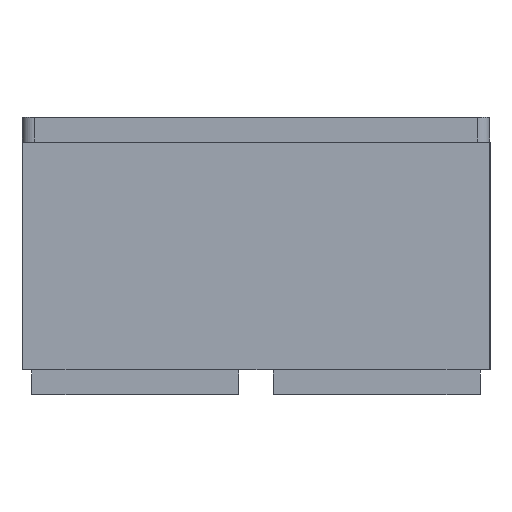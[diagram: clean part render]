
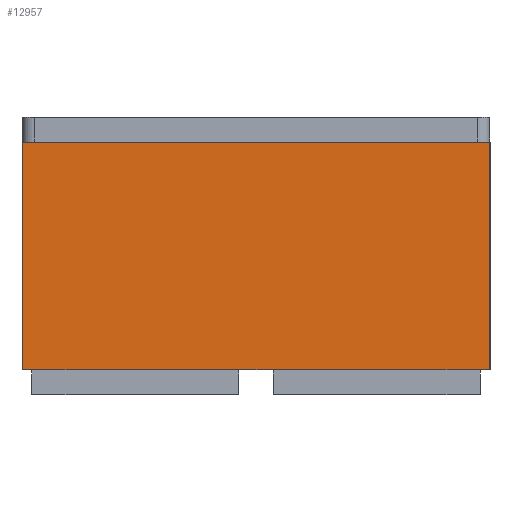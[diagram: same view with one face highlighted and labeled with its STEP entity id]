
A CAD part, left-side view. The second image highlights one B-rep face of the part: STEP entity #12957.
In plain terms, the highlighted planar face has unit normal (-1, 0, 0).
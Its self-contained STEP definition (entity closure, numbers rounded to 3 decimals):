
#431=LINE('',#18365,#1373);
#445=LINE('',#18402,#1387);
#455=LINE('',#18430,#1397);
#461=LINE('',#18443,#1403);
#462=LINE('',#18445,#1404);
#463=LINE('',#18446,#1405);
#464=LINE('',#18447,#1406);
#465=LINE('',#18448,#1407);
#1373=VECTOR('',#14952,1000.);
#1387=VECTOR('',#14982,1000.);
#1397=VECTOR('',#15008,1000.);
#1403=VECTOR('',#15016,1000.);
#1404=VECTOR('',#15019,1000.);
#1405=VECTOR('',#15020,1000.);
#1406=VECTOR('',#15021,1000.);
#1407=VECTOR('',#15022,1000.);
#2306=PLANE('',#13683);
#2792=ORIENTED_EDGE('',*,*,#5807,.T.);
#2793=ORIENTED_EDGE('',*,*,#5828,.F.);
#2794=ORIENTED_EDGE('',*,*,#5821,.F.);
#2795=ORIENTED_EDGE('',*,*,#5829,.F.);
#2796=ORIENTED_EDGE('',*,*,#5827,.F.);
#2797=ORIENTED_EDGE('',*,*,#5830,.F.);
#2798=ORIENTED_EDGE('',*,*,#5789,.F.);
#2799=ORIENTED_EDGE('',*,*,#5831,.T.);
#5789=EDGE_CURVE('',#7314,#7315,#431,.T.);
#5807=EDGE_CURVE('',#7324,#7329,#445,.T.);
#5821=EDGE_CURVE('',#7338,#7340,#455,.T.);
#5827=EDGE_CURVE('',#7345,#7343,#461,.T.);
#5828=EDGE_CURVE('',#7340,#7329,#462,.T.);
#5829=EDGE_CURVE('',#7343,#7338,#463,.T.);
#5830=EDGE_CURVE('',#7315,#7345,#464,.T.);
#5831=EDGE_CURVE('',#7314,#7324,#465,.T.);
#7314=VERTEX_POINT('',#18364);
#7315=VERTEX_POINT('',#18366);
#7324=VERTEX_POINT('',#18392);
#7329=VERTEX_POINT('',#18401);
#7338=VERTEX_POINT('',#18428);
#7340=VERTEX_POINT('',#18431);
#7343=VERTEX_POINT('',#18438);
#7345=VERTEX_POINT('',#18442);
#8926=EDGE_LOOP('',(#2792,#2793,#2794,#2795,#2796,#2797,#2798,#2799));
#9876=FACE_BOUND('',#8926,.T.);
#12957=ADVANCED_FACE('',(#9876),#2306,.T.);
#13683=AXIS2_PLACEMENT_3D('',#18444,#15017,#15018);
#14952=DIRECTION('',(0.,1.,0.));
#14982=DIRECTION('',(0.,1.,0.));
#15008=DIRECTION('',(0.,1.,0.));
#15016=DIRECTION('',(0.,1.,0.));
#15017=DIRECTION('',(-1.,0.,0.));
#15018=DIRECTION('',(0.,0.,1.));
#15019=DIRECTION('',(0.,0.,1.));
#15020=DIRECTION('',(0.,1.,0.));
#15021=DIRECTION('',(0.,1.,0.));
#15022=DIRECTION('',(0.,0.,1.));
#18364=CARTESIAN_POINT('',(-259.272,-116.657,11.));
#18365=CARTESIAN_POINT('',(-259.272,-116.657,11.));
#18366=CARTESIAN_POINT('',(-259.272,-112.657,11.));
#18392=CARTESIAN_POINT('',(-259.272,-116.657,103.5));
#18401=CARTESIAN_POINT('',(-259.272,73.343,103.5));
#18402=CARTESIAN_POINT('',(-259.272,-116.657,103.5));
#18428=CARTESIAN_POINT('',(-259.272,69.343,11.));
#18430=CARTESIAN_POINT('',(-259.272,-116.657,11.));
#18431=CARTESIAN_POINT('',(-259.272,73.343,11.));
#18438=CARTESIAN_POINT('',(-259.272,-14.657,11.));
#18442=CARTESIAN_POINT('',(-259.272,-28.657,11.));
#18443=CARTESIAN_POINT('',(-259.272,-116.657,11.));
#18444=CARTESIAN_POINT('',(-259.272,-116.657,10.));
#18445=CARTESIAN_POINT('',(-259.272,73.343,10.));
#18446=CARTESIAN_POINT('',(-259.272,-116.657,11.));
#18447=CARTESIAN_POINT('',(-259.272,-116.657,11.));
#18448=CARTESIAN_POINT('',(-259.272,-116.657,10.));
